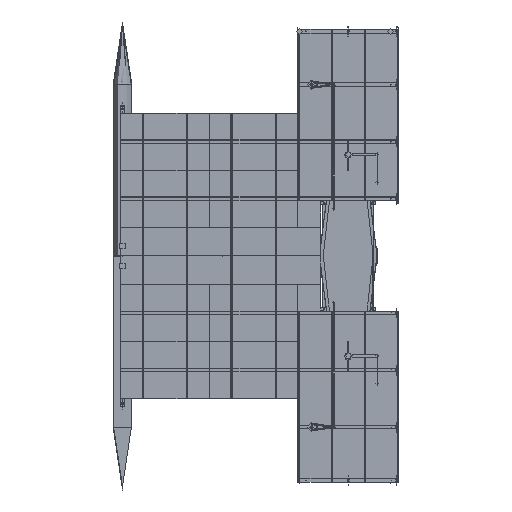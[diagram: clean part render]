
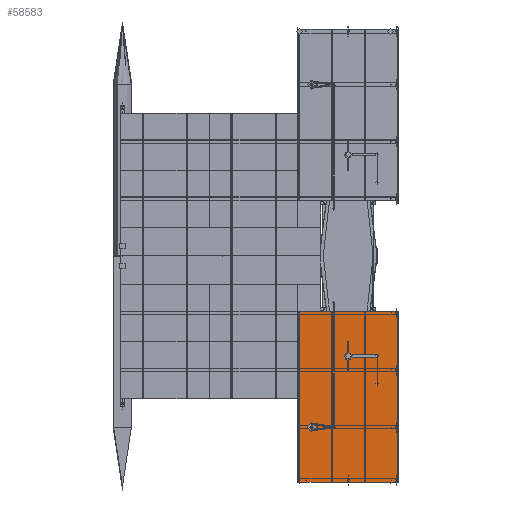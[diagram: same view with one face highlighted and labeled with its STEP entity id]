
A CAD part, top view. The second image highlights one B-rep face of the part: STEP entity #58583.
In plain terms, the highlighted free-form (B-spline) face has degree [1, 1] with [2, 2] control points.
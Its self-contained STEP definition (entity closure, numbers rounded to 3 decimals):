
#58526 = VERTEX_POINT('',#58527);
#58527 = CARTESIAN_POINT('',(3485.9,-1095.9,1542.2));
#58540 = VERTEX_POINT('',#58541);
#58541 = CARTESIAN_POINT('',(3485.9,-4500.,1542.2));
#58546 = EDGE_CURVE('',#58526,#58540,#58547,.T.);
#58547 = B_SPLINE_CURVE_WITH_KNOTS('',1,(#58548,#58549),.UNSPECIFIED.,
  .F.,.F.,(2,2),(0.,3404.1),.PIECEWISE_BEZIER_KNOTS.);
#58548 = CARTESIAN_POINT('',(3485.9,-1095.9,1542.2));
#58549 = CARTESIAN_POINT('',(3485.9,-4500.,1542.2));
#58567 = EDGE_CURVE('',#58526,#58568,#58570,.T.);
#58568 = VERTEX_POINT('',#58569);
#58569 = CARTESIAN_POINT('',(5485.9,-1095.9,1542.2));
#58570 = B_SPLINE_CURVE_WITH_KNOTS('',1,(#58571,#58572),.UNSPECIFIED.,
  .F.,.F.,(2,2),(0.,2000.),.PIECEWISE_BEZIER_KNOTS.);
#58571 = CARTESIAN_POINT('',(3485.9,-1095.9,1542.2));
#58572 = CARTESIAN_POINT('',(5485.9,-1095.9,1542.2));
#58583 = ADVANCED_FACE('',(#58584,#58600),#58614,.F.);
#58584 = FACE_BOUND('',#58585,.F.);
#58585 = EDGE_LOOP('',(#58586,#58587,#58588,#58595));
#58586 = ORIENTED_EDGE('',*,*,#58546,.F.);
#58587 = ORIENTED_EDGE('',*,*,#58567,.T.);
#58588 = ORIENTED_EDGE('',*,*,#58589,.T.);
#58589 = EDGE_CURVE('',#58568,#58590,#58592,.T.);
#58590 = VERTEX_POINT('',#58591);
#58591 = CARTESIAN_POINT('',(5485.9,-4500.,1542.2));
#58592 = B_SPLINE_CURVE_WITH_KNOTS('',1,(#58593,#58594),.UNSPECIFIED.,
  .F.,.F.,(2,2),(0.,3404.1),.PIECEWISE_BEZIER_KNOTS.);
#58593 = CARTESIAN_POINT('',(5485.9,-1095.9,1542.2));
#58594 = CARTESIAN_POINT('',(5485.9,-4500.,1542.2));
#58595 = ORIENTED_EDGE('',*,*,#58596,.F.);
#58596 = EDGE_CURVE('',#58540,#58590,#58597,.T.);
#58597 = B_SPLINE_CURVE_WITH_KNOTS('',1,(#58598,#58599),.UNSPECIFIED.,
  .F.,.F.,(2,2),(0.,2000.),.PIECEWISE_BEZIER_KNOTS.);
#58598 = CARTESIAN_POINT('',(3485.9,-4500.,1542.2));
#58599 = CARTESIAN_POINT('',(5485.9,-4500.,1542.2));
#58600 = FACE_BOUND('',#58601,.F.);
#58601 = EDGE_LOOP('',(#58602));
#58602 = ORIENTED_EDGE('',*,*,#58603,.F.);
#58603 = EDGE_CURVE('',#58604,#58604,#58606,.T.);
#58604 = VERTEX_POINT('',#58605);
#58605 = CARTESIAN_POINT('',(3847.9,-3402.,1542.2));
#58606 = ( BOUNDED_CURVE() B_SPLINE_CURVE(2,(#58607,#58608,#58609,#58610
    ,#58611,#58612,#58613),.UNSPECIFIED.,.T.,.F.) 
B_SPLINE_CURVE_WITH_KNOTS((1,2,2,2,2,1),(-2.094,0.,
    2.094,4.189,6.283,8.378),
.UNSPECIFIED.) CURVE() GEOMETRIC_REPRESENTATION_ITEM() 
RATIONAL_B_SPLINE_CURVE((1.,0.5,1.,0.5,1.,0.5,1.)) REPRESENTATION_ITEM(
  '') );
#58607 = CARTESIAN_POINT('',(3847.9,-3402.,1542.2));
#58608 = CARTESIAN_POINT('',(3847.9,-3552.688,1542.2)
  );
#58609 = CARTESIAN_POINT('',(3717.4,-3477.344,1542.2)
  );
#58610 = CARTESIAN_POINT('',(3586.9,-3402.,1542.2));
#58611 = CARTESIAN_POINT('',(3717.4,-3326.656,1542.2)
  );
#58612 = CARTESIAN_POINT('',(3847.9,-3251.312,1542.2)
  );
#58613 = CARTESIAN_POINT('',(3847.9,-3402.,1542.2));
#58614 = B_SPLINE_SURFACE_WITH_KNOTS('',1,1,(
    (#58615,#58616)
    ,(#58617,#58618
  )),.UNSPECIFIED.,.F.,.F.,.F.,(2,2),(2,2),(0.,2000.),(0.,3404.1),
  .PIECEWISE_BEZIER_KNOTS.);
#58615 = CARTESIAN_POINT('',(3485.9,-1095.9,1542.2));
#58616 = CARTESIAN_POINT('',(3485.9,-4500.,1542.2));
#58617 = CARTESIAN_POINT('',(5485.9,-1095.9,1542.2));
#58618 = CARTESIAN_POINT('',(5485.9,-4500.,1542.2));
